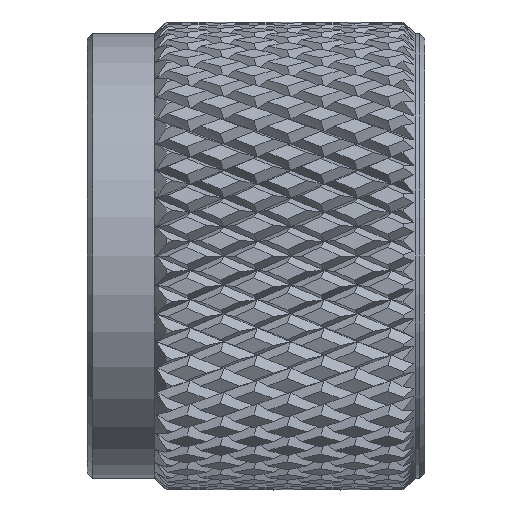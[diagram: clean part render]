
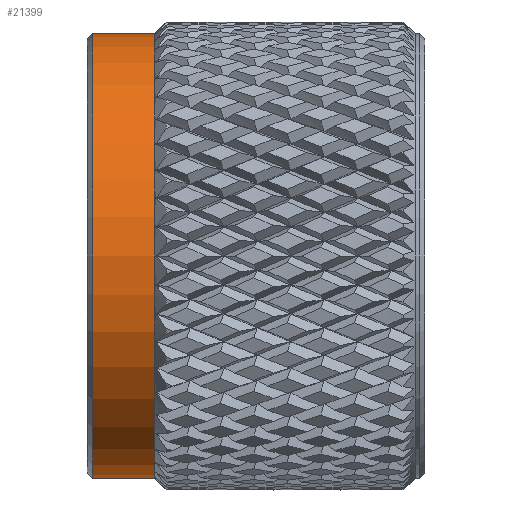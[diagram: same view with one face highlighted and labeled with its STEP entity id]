
A CAD part, front view. The second image highlights one B-rep face of the part: STEP entity #21399.
In plain terms, the highlighted cylindrical face has radius 10.461 mm (diameter 20.923 mm), a partial arc.
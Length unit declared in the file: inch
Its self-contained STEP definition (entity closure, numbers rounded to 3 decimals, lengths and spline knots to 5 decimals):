
#3109 = DIRECTION ( 'NONE',  ( -1., 0., 0. ) ) ;
#12415 = CARTESIAN_POINT ( 'NONE',  ( 0., 0., -0.41186 ) ) ;
#15544 = DIRECTION ( 'NONE',  ( -1., 0., 0. ) ) ;
#18345 = VECTOR ( 'NONE', #80901, 39.37008 ) ;
#20702 = LINE ( 'NONE', #12415, #57164 ) ;
#21399 = ADVANCED_FACE ( 'NONE', ( #37849 ), #24465, .T. ) ;
#24346 = ORIENTED_EDGE ( 'NONE', *, *, #88531, .T. ) ;
#24465 = CYLINDRICAL_SURFACE ( 'NONE', #42545, 0.41186 ) ;
#24632 = CARTESIAN_POINT ( 'NONE',  ( 0., 0., 0. ) ) ;
#25764 = CARTESIAN_POINT ( 'NONE',  ( 0.12489, 0., 0. ) ) ;
#26591 = CARTESIAN_POINT ( 'NONE',  ( 0., 0., 0.41186 ) ) ;
#26670 = DIRECTION ( 'NONE',  ( -1., 0., 0. ) ) ;
#31671 = CIRCLE ( 'NONE', #98294, 0.41186 ) ;
#33250 = DIRECTION ( 'NONE',  ( 0., 0., 1. ) ) ;
#37849 = FACE_OUTER_BOUND ( 'NONE', #51467, .T. ) ;
#37883 = CIRCLE ( 'NONE', #83097, 0.41186 ) ;
#38947 = DIRECTION ( 'NONE',  ( 0., 0., 1. ) ) ;
#42519 = EDGE_CURVE ( 'NONE', #73095, #85973, #31671, .T. ) ;
#42545 = AXIS2_PLACEMENT_3D ( 'NONE', #24632, #15544, #38947 ) ;
#47475 = LINE ( 'NONE', #26591, #18345 ) ;
#47519 = DIRECTION ( 'NONE',  ( 1., 0., 0. ) ) ;
#48474 = CARTESIAN_POINT ( 'NONE',  ( 0.12489, 0., -0.41186 ) ) ;
#50809 = ORIENTED_EDGE ( 'NONE', *, *, #76056, .F. ) ;
#51467 = EDGE_LOOP ( 'NONE', ( #50809, #95555, #24346, #92265 ) ) ;
#57164 = VECTOR ( 'NONE', #26670, 39.37008 ) ;
#60635 = CARTESIAN_POINT ( 'NONE',  ( 0.01, 0., 0.41186 ) ) ;
#65960 = VERTEX_POINT ( 'NONE', #83842 ) ;
#73095 = VERTEX_POINT ( 'NONE', #48474 ) ;
#76056 = EDGE_CURVE ( 'NONE', #73095, #65960, #20702, .T. ) ;
#78375 = DIRECTION ( 'NONE',  ( 0., 0., -1. ) ) ;
#80637 = CARTESIAN_POINT ( 'NONE',  ( 0.12489, 0., 0.41186 ) ) ;
#80901 = DIRECTION ( 'NONE',  ( -1., 0., 0. ) ) ;
#83097 = AXIS2_PLACEMENT_3D ( 'NONE', #84897, #47519, #78375 ) ;
#83842 = CARTESIAN_POINT ( 'NONE',  ( 0.01, 0., -0.41186 ) ) ;
#84897 = CARTESIAN_POINT ( 'NONE',  ( 0.01, 0., 0. ) ) ;
#85973 = VERTEX_POINT ( 'NONE', #80637 ) ;
#88531 = EDGE_CURVE ( 'NONE', #85973, #99737, #47475, .T. ) ;
#92265 = ORIENTED_EDGE ( 'NONE', *, *, #98552, .T. ) ;
#95555 = ORIENTED_EDGE ( 'NONE', *, *, #42519, .T. ) ;
#98294 = AXIS2_PLACEMENT_3D ( 'NONE', #25764, #3109, #33250 ) ;
#98552 = EDGE_CURVE ( 'NONE', #99737, #65960, #37883, .T. ) ;
#99737 = VERTEX_POINT ( 'NONE', #60635 ) ;
